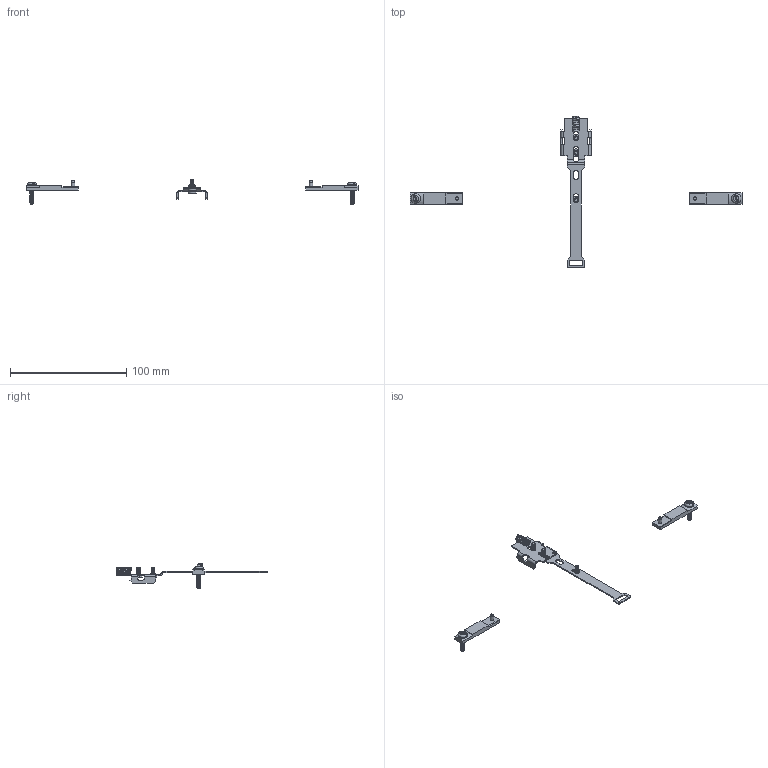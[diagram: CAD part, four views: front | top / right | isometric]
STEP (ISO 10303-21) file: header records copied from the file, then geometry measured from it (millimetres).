
FILE_DESCRIPTION (( 'STEP AP214' ), '1' );
FILE_NAME ('6GT28900AB00_001_STEP.STEP', '2015-01-07T14:42:05', ( '' ), ( '' ), 'SwSTEP 2.0', 'SolidWorks 2014', '' );
FILE_SCHEMA (( 'AUTOMOTIVE_DESIGN' ));
Length unit declared in the file: millimetre
Products named in the file (2): Body; 6GT28900AB00_001_STEP
Assembly tree (1 placements, depth 2):
  6GT28900AB00_001_STEP
    Body
Bounding box: 286 x 130.9 x 21 mm (x, y, z)
Volume: 5649.5 mm3; surface area: 8381.5 mm2
Topology: 3 solids, 3 shells, 314 faces, 881 edges, 577 vertices
Faces by surface type: cylinder 154, plane 125, bspline 17, cone 13, torus 5
Full cylindrical faces by diameter (mm): 3 x2, 3.941 x3, 5.5 x4, 6.941 x3, 8 x2
Entity records: 26146 total; most frequent: CARTESIAN_POINT 15882, DIRECTION 1696, ORIENTED_EDGE 1672, EDGE_CURVE 836, AXIS2_PLACEMENT_3D 643, VERTEX_POINT 562, VECTOR 410, LINE 410
